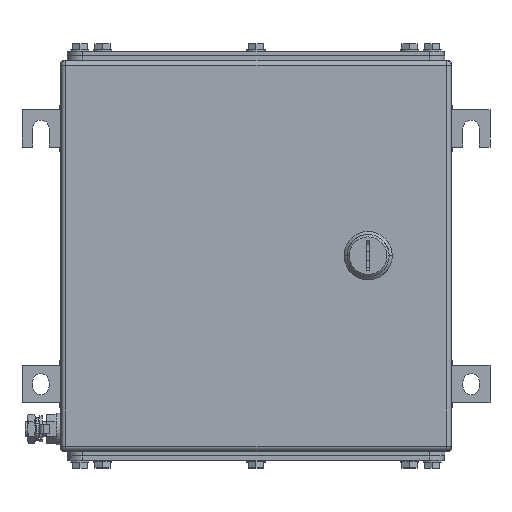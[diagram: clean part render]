
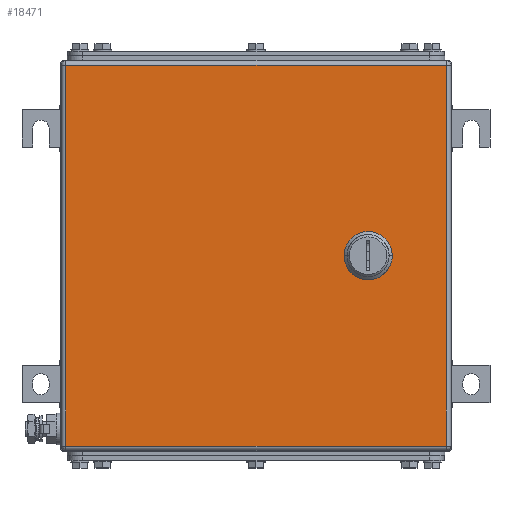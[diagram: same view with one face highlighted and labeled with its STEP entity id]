
A CAD part, top view. The second image highlights one B-rep face of the part: STEP entity #18471.
In plain terms, the highlighted planar face has unit normal (0, 0, 1).
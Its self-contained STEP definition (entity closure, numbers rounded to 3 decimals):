
#17499=AXIS2_PLACEMENT_3D('Circle Axis2P3D',#17497,#17498,$) ;
#17547=AXIS2_PLACEMENT_3D('Circle Axis2P3D',#17545,#17546,$) ;
#17566=AXIS2_PLACEMENT_3D('Circle Axis2P3D',#17564,#17565,$) ;
#18440=AXIS2_PLACEMENT_3D('Circle Axis2P3D',#18438,#18439,$) ;
#18453=AXIS2_PLACEMENT_3D('Plane Axis2P3D',#18450,#18451,#18452) ;
#17358=CARTESIAN_POINT('Vertex',(240.05,135.944,203.5)) ;
#17361=CARTESIAN_POINT('Line Origine',(240.05,141.,203.5)) ;
#17365=CARTESIAN_POINT('Vertex',(240.05,146.056,203.5)) ;
#17494=CARTESIAN_POINT('Vertex',(235.056,130.95,203.5)) ;
#17497=CARTESIAN_POINT('Axis2P3D Location',(230.,141.,203.5)) ;
#17518=CARTESIAN_POINT('Vertex',(224.944,130.95,203.5)) ;
#17521=CARTESIAN_POINT('Line Origine',(230.,130.95,203.5)) ;
#17542=CARTESIAN_POINT('Vertex',(219.95,135.944,203.5)) ;
#17545=CARTESIAN_POINT('Axis2P3D Location',(230.,141.,203.5)) ;
#17561=CARTESIAN_POINT('Vertex',(224.944,151.05,203.5)) ;
#17564=CARTESIAN_POINT('Axis2P3D Location',(230.,141.,203.5)) ;
#17568=CARTESIAN_POINT('Vertex',(219.95,146.056,203.5)) ;
#17592=CARTESIAN_POINT('Vertex',(282.,267.5,203.5)) ;
#17608=CARTESIAN_POINT('Vertex',(29.,267.5,203.5)) ;
#17611=CARTESIAN_POINT('Line Origine',(153.4,267.5,203.5)) ;
#17646=CARTESIAN_POINT('Vertex',(29.,14.5,203.5)) ;
#17649=CARTESIAN_POINT('Line Origine',(29.,141.,203.5)) ;
#17684=CARTESIAN_POINT('Vertex',(282.,14.5,203.5)) ;
#17687=CARTESIAN_POINT('Line Origine',(155.5,14.5,203.5)) ;
#17723=CARTESIAN_POINT('Line Origine',(282.,141.,203.5)) ;
#18358=CARTESIAN_POINT('Vertex',(235.056,151.05,203.5)) ;
#18361=CARTESIAN_POINT('Line Origine',(230.,151.05,203.5)) ;
#18378=CARTESIAN_POINT('Line Origine',(219.95,141.,203.5)) ;
#18438=CARTESIAN_POINT('Axis2P3D Location',(230.,141.,203.5)) ;
#18450=CARTESIAN_POINT('Axis2P3D Location',(155.5,141.,203.5)) ;
#17362=DIRECTION('Vector Direction',(0.,-1.,0.)) ;
#17498=DIRECTION('Axis2P3D Direction',(0.,0.,1.)) ;
#17522=DIRECTION('Vector Direction',(1.,0.,0.)) ;
#17546=DIRECTION('Axis2P3D Direction',(0.,0.,1.)) ;
#17565=DIRECTION('Axis2P3D Direction',(0.,0.,1.)) ;
#17612=DIRECTION('Vector Direction',(1.,0.,0.)) ;
#17650=DIRECTION('Vector Direction',(0.,-1.,0.)) ;
#17688=DIRECTION('Vector Direction',(1.,0.,0.)) ;
#17724=DIRECTION('Vector Direction',(0.,1.,0.)) ;
#18362=DIRECTION('Vector Direction',(1.,0.,0.)) ;
#18379=DIRECTION('Vector Direction',(0.,1.,0.)) ;
#18439=DIRECTION('Axis2P3D Direction',(0.,0.,1.)) ;
#18451=DIRECTION('Axis2P3D Direction',(0.,0.,1.)) ;
#18452=DIRECTION('Axis2P3D XDirection',(1.,0.,0.)) ;
#17363=VECTOR('Line Direction',#17362,1.) ;
#17523=VECTOR('Line Direction',#17522,1.) ;
#17613=VECTOR('Line Direction',#17612,1.) ;
#17651=VECTOR('Line Direction',#17650,1.) ;
#17689=VECTOR('Line Direction',#17688,1.) ;
#17725=VECTOR('Line Direction',#17724,1.) ;
#18363=VECTOR('Line Direction',#18362,1.) ;
#18380=VECTOR('Line Direction',#18379,1.) ;
#18456=ORIENTED_EDGE('',*,*,#17615,.T.) ;
#18457=ORIENTED_EDGE('',*,*,#17653,.T.) ;
#18458=ORIENTED_EDGE('',*,*,#17691,.T.) ;
#18459=ORIENTED_EDGE('',*,*,#17727,.T.) ;
#18462=ORIENTED_EDGE('',*,*,#17501,.F.) ;
#18463=ORIENTED_EDGE('',*,*,#17525,.F.) ;
#18464=ORIENTED_EDGE('',*,*,#17549,.F.) ;
#18465=ORIENTED_EDGE('',*,*,#18382,.T.) ;
#18466=ORIENTED_EDGE('',*,*,#17570,.F.) ;
#18467=ORIENTED_EDGE('',*,*,#18365,.T.) ;
#18468=ORIENTED_EDGE('',*,*,#18442,.F.) ;
#18469=ORIENTED_EDGE('',*,*,#17367,.T.) ;
#18470=FACE_BOUND('',#18461,.T.) ;
#18471=ADVANCED_FACE('1199970000.2\\ZUB_KTB_QL_262620_2GP_AllCATPart.2\\ZUB_DE_KTB_QL_260x260.1\\DE_KTB_MH_PART_MASTER.1\\Koerper.2',(#18460,#18470),#18454,.T.) ;
#17500=CIRCLE('generated circle',#17499,11.25) ;
#17548=CIRCLE('generated circle',#17547,11.25) ;
#17567=CIRCLE('generated circle',#17566,11.25) ;
#18441=CIRCLE('generated circle',#18440,11.25) ;
#17367=EDGE_CURVE('',#17366,#17359,#17364,.T.) ;
#17501=EDGE_CURVE('',#17495,#17359,#17500,.T.) ;
#17525=EDGE_CURVE('',#17519,#17495,#17524,.T.) ;
#17549=EDGE_CURVE('',#17543,#17519,#17548,.T.) ;
#17570=EDGE_CURVE('',#17562,#17569,#17567,.T.) ;
#17615=EDGE_CURVE('',#17593,#17609,#17614,.F.) ;
#17653=EDGE_CURVE('',#17609,#17647,#17652,.T.) ;
#17691=EDGE_CURVE('',#17647,#17685,#17690,.T.) ;
#17727=EDGE_CURVE('',#17685,#17593,#17726,.T.) ;
#18365=EDGE_CURVE('',#17562,#18359,#18364,.T.) ;
#18382=EDGE_CURVE('',#17543,#17569,#18381,.T.) ;
#18442=EDGE_CURVE('',#17366,#18359,#18441,.T.) ;
#18455=EDGE_LOOP('',(#18456,#18457,#18458,#18459)) ;
#18461=EDGE_LOOP('',(#18462,#18463,#18464,#18465,#18466,#18467,#18468,#18469)) ;
#18460=FACE_OUTER_BOUND('',#18455,.T.) ;
#17364=LINE('Line',#17361,#17363) ;
#17524=LINE('Line',#17521,#17523) ;
#17614=LINE('Line',#17611,#17613) ;
#17652=LINE('Line',#17649,#17651) ;
#17690=LINE('Line',#17687,#17689) ;
#17726=LINE('Line',#17723,#17725) ;
#18364=LINE('Line',#18361,#18363) ;
#18381=LINE('Line',#18378,#18380) ;
#18454=PLANE('',#18453) ;
#17359=VERTEX_POINT('',#17358) ;
#17366=VERTEX_POINT('',#17365) ;
#17495=VERTEX_POINT('',#17494) ;
#17519=VERTEX_POINT('',#17518) ;
#17543=VERTEX_POINT('',#17542) ;
#17562=VERTEX_POINT('',#17561) ;
#17569=VERTEX_POINT('',#17568) ;
#17593=VERTEX_POINT('',#17592) ;
#17609=VERTEX_POINT('',#17608) ;
#17647=VERTEX_POINT('',#17646) ;
#17685=VERTEX_POINT('',#17684) ;
#18359=VERTEX_POINT('',#18358) ;
